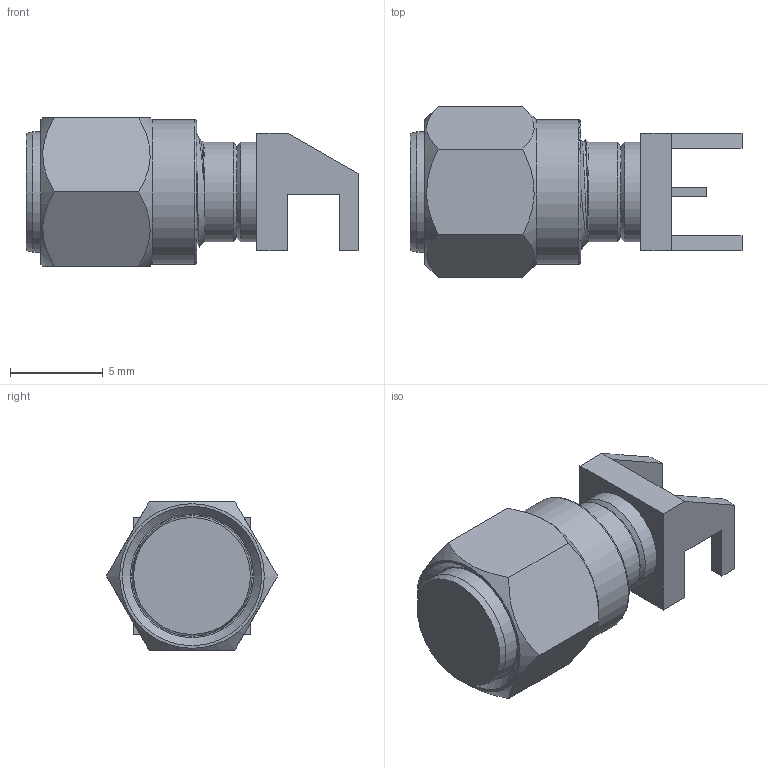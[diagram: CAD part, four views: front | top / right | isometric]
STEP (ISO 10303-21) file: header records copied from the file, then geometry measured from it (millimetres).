
FILE_DESCRIPTION(/* description */ (''),/* implementation_level */ '2;1');
FILE_NAME(/* name */ '0732512440_plugged.step',/* time_stamp */ '2024-03-10T15:13:49+09:00',/* author */ (''),/* organization */ (''),/* preprocessor_version */ 'ST-DEVELOPER v20',/* originating_system */ 'Autodesk Translation Framework v12.20.1.177',/* authorisation */ '');
FILE_SCHEMA (('AUTOMOTIVE_DESIGN { 1 0 10303 214 3 1 1 }'));
Length unit declared in the file: millimetre
Products named in the file (2): 0732512440; Amphenol SMA Jacks
Assembly tree (1 placements, depth 2):
  0732512440
    Amphenol SMA Jacks
Bounding box: 17.9 x 9.24 x 8 mm (x, y, z)
Volume: 624.3 mm3; surface area: 868.2 mm2
Topology: 2 solids, 2 shells, 101 faces, 257 edges, 167 vertices
Faces by surface type: plane 44, cylinder 30, cone 17, bspline 8, torus 2
Full cylindrical faces by diameter (mm): 0.92 x1, 0.965 x1, 1.036 x1, 4.56 x1, 4.644 x1, 5.359 x3, 5.489 x5, 5.6 x2, 6.257 x4, 6.5 x1, 6.65 x1, 7.8 x1
Entity records: 8809 total; most frequent: CARTESIAN_POINT 6444, ORIENTED_EDGE 512, DIRECTION 426, EDGE_CURVE 256, VERTEX_POINT 167, AXIS2_PLACEMENT_3D 156, LINE 114, VECTOR 114
